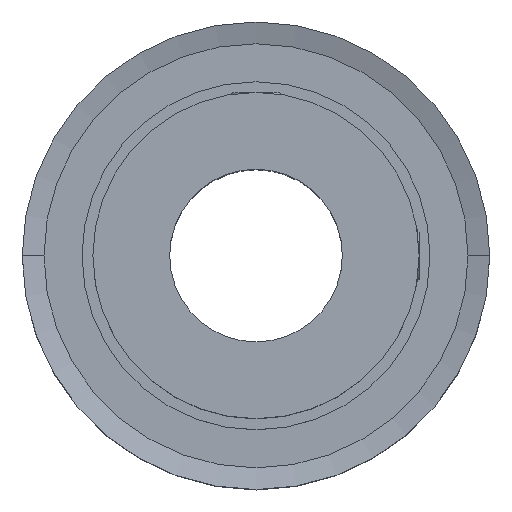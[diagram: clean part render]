
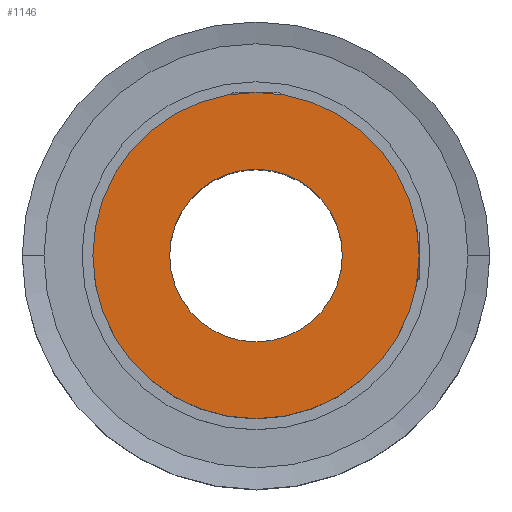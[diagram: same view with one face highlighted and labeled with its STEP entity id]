
A CAD part, top view. The second image highlights one B-rep face of the part: STEP entity #1146.
In plain terms, the highlighted planar face has unit normal (0, 0, 1).
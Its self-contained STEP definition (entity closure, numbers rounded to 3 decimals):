
#50 = DIRECTION ( 'NONE',  ( 0., 0., 1. ) ) ;
#780 = CARTESIAN_POINT ( 'NONE',  ( -15., 0., 34. ) ) ;
#799 = CIRCLE ( 'NONE', #4356, 15. ) ;
#963 = CARTESIAN_POINT ( 'NONE',  ( 7.938, 0., 34. ) ) ;
#1111 = CIRCLE ( 'NONE', #6561, 7.938 ) ;
#1146 = ADVANCED_FACE ( 'NONE', ( #3272, #2664 ), #5313, .T. ) ;
#1269 = AXIS2_PLACEMENT_3D ( 'NONE', #4363, #5935, #3836 ) ;
#1415 = VERTEX_POINT ( 'NONE', #4709 ) ;
#1598 = ORIENTED_EDGE ( 'NONE', *, *, #3609, .F. ) ;
#1955 = ORIENTED_EDGE ( 'NONE', *, *, #6030, .F. ) ;
#1969 = DIRECTION ( 'NONE',  ( 0., 0., 1. ) ) ;
#2206 = CARTESIAN_POINT ( 'NONE',  ( 0., 0., 34. ) ) ;
#2449 = EDGE_LOOP ( 'NONE', ( #1955, #1598 ) ) ;
#2664 = FACE_OUTER_BOUND ( 'NONE', #4153, .T. ) ;
#3116 = ORIENTED_EDGE ( 'NONE', *, *, #4860, .T. ) ;
#3158 = AXIS2_PLACEMENT_3D ( 'NONE', #4556, #4175, #6268 ) ;
#3272 = FACE_BOUND ( 'NONE', #2449, .T. ) ;
#3609 = EDGE_CURVE ( 'NONE', #1415, #4847, #1111, .T. ) ;
#3738 = ORIENTED_EDGE ( 'NONE', *, *, #6335, .T. ) ;
#3836 = DIRECTION ( 'NONE',  ( 1., 0., 0. ) ) ;
#3917 = CARTESIAN_POINT ( 'NONE',  ( 0., 0., 34. ) ) ;
#4049 = CIRCLE ( 'NONE', #3158, 7.938 ) ;
#4153 = EDGE_LOOP ( 'NONE', ( #3116, #3738 ) ) ;
#4167 = DIRECTION ( 'NONE',  ( 1., 0., 0. ) ) ;
#4175 = DIRECTION ( 'NONE',  ( 0., 0., 1. ) ) ;
#4356 = AXIS2_PLACEMENT_3D ( 'NONE', #5847, #1969, #4167 ) ;
#4363 = CARTESIAN_POINT ( 'NONE',  ( 0., 0., 34. ) ) ;
#4515 = DIRECTION ( 'NONE',  ( 0., 0., 1. ) ) ;
#4556 = CARTESIAN_POINT ( 'NONE',  ( 0., 0., 34. ) ) ;
#4709 = CARTESIAN_POINT ( 'NONE',  ( -7.938, 0., 34. ) ) ;
#4847 = VERTEX_POINT ( 'NONE', #963 ) ;
#4860 = EDGE_CURVE ( 'NONE', #5093, #4990, #799, .T. ) ;
#4943 = CIRCLE ( 'NONE', #5289, 15. ) ;
#4990 = VERTEX_POINT ( 'NONE', #5423 ) ;
#5093 = VERTEX_POINT ( 'NONE', #780 ) ;
#5289 = AXIS2_PLACEMENT_3D ( 'NONE', #2206, #50, #5904 ) ;
#5313 = PLANE ( 'NONE',  #1269 ) ;
#5423 = CARTESIAN_POINT ( 'NONE',  ( 15., 0., 34. ) ) ;
#5528 = DIRECTION ( 'NONE',  ( 1., 0., 0. ) ) ;
#5847 = CARTESIAN_POINT ( 'NONE',  ( 0., 0., 34. ) ) ;
#5904 = DIRECTION ( 'NONE',  ( 1., 0., 0. ) ) ;
#5935 = DIRECTION ( 'NONE',  ( 0., 0., 1. ) ) ;
#6030 = EDGE_CURVE ( 'NONE', #4847, #1415, #4049, .T. ) ;
#6268 = DIRECTION ( 'NONE',  ( 1., 0., 0. ) ) ;
#6335 = EDGE_CURVE ( 'NONE', #4990, #5093, #4943, .T. ) ;
#6561 = AXIS2_PLACEMENT_3D ( 'NONE', #3917, #4515, #5528 ) ;
